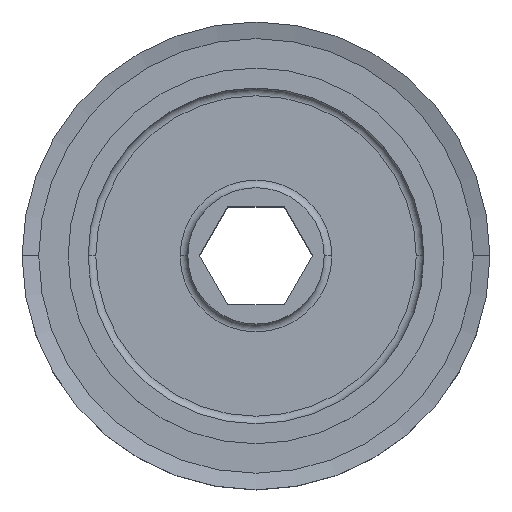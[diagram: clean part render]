
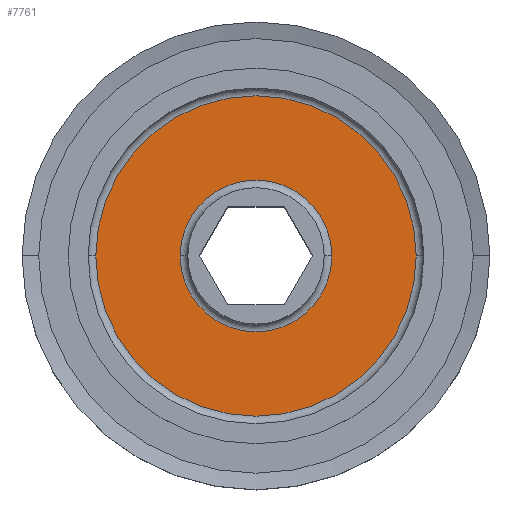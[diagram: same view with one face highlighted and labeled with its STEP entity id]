
A CAD part, top view. The second image highlights one B-rep face of the part: STEP entity #7761.
In plain terms, the highlighted planar face has unit normal (0, 0, 1).
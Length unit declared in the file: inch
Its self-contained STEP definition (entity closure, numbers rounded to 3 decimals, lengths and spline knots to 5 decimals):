
#143 = FACE_BOUND ( 'NONE', #2126, .T. ) ;
#171 = CIRCLE ( 'NONE', #5156, 0.82244 ) ;
#257 = AXIS2_PLACEMENT_3D ( 'NONE', #6695, #1893, #10005 ) ;
#649 = ORIENTED_EDGE ( 'NONE', *, *, #2979, .T. ) ;
#1078 = EDGE_CURVE ( 'NONE', #14985, #11596, #9742, .T. ) ;
#1181 = DIRECTION ( 'NONE',  ( 1., 0., 0. ) ) ;
#1244 = AXIS2_PLACEMENT_3D ( 'NONE', #15359, #3494, #5869 ) ;
#1359 = DIRECTION ( 'NONE',  ( 1., 0., 0. ) ) ;
#1767 = EDGE_CURVE ( 'NONE', #7502, #1908, #171, .T. ) ;
#1893 = DIRECTION ( 'NONE',  ( 0., 0., -1. ) ) ;
#1908 = VERTEX_POINT ( 'NONE', #12436 ) ;
#2126 = EDGE_LOOP ( 'NONE', ( #3983, #10829 ) ) ;
#2443 = DIRECTION ( 'NONE',  ( 0., 0., 1. ) ) ;
#2979 = EDGE_CURVE ( 'NONE', #1908, #7502, #12805, .T. ) ;
#3494 = DIRECTION ( 'NONE',  ( 0., 0., -1. ) ) ;
#3983 = ORIENTED_EDGE ( 'NONE', *, *, #9419, .T. ) ;
#4863 = ORIENTED_EDGE ( 'NONE', *, *, #1767, .T. ) ;
#5156 = AXIS2_PLACEMENT_3D ( 'NONE', #13371, #6097, #5987 ) ;
#5869 = DIRECTION ( 'NONE',  ( 1., 0., 0. ) ) ;
#5987 = DIRECTION ( 'NONE',  ( 1., 0., 0. ) ) ;
#6097 = DIRECTION ( 'NONE',  ( 0., 0., 1. ) ) ;
#6155 = CARTESIAN_POINT ( 'NONE',  ( 0., 0., 0.0625 ) ) ;
#6695 = CARTESIAN_POINT ( 'NONE',  ( 0., 0., 0.0625 ) ) ;
#7277 = CARTESIAN_POINT ( 'NONE',  ( 0., 0., 0.0625 ) ) ;
#7502 = VERTEX_POINT ( 'NONE', #12945 ) ;
#7761 = ADVANCED_FACE ( 'NONE', ( #143, #12736 ), #8537, .T. ) ;
#8537 = PLANE ( 'NONE',  #8596 ) ;
#8596 = AXIS2_PLACEMENT_3D ( 'NONE', #7277, #2443, #1181 ) ;
#8937 = AXIS2_PLACEMENT_3D ( 'NONE', #6155, #13331, #1359 ) ;
#9007 = CARTESIAN_POINT ( 'NONE',  ( 0.38937, 0., 0.0625 ) ) ;
#9419 = EDGE_CURVE ( 'NONE', #11596, #14985, #15124, .T. ) ;
#9742 = CIRCLE ( 'NONE', #1244, 0.38937 ) ;
#10005 = DIRECTION ( 'NONE',  ( 1., 0., 0. ) ) ;
#10829 = ORIENTED_EDGE ( 'NONE', *, *, #1078, .T. ) ;
#11197 = CARTESIAN_POINT ( 'NONE',  ( -0.38937, 0., 0.0625 ) ) ;
#11242 = EDGE_LOOP ( 'NONE', ( #4863, #649 ) ) ;
#11596 = VERTEX_POINT ( 'NONE', #9007 ) ;
#12436 = CARTESIAN_POINT ( 'NONE',  ( -0.82244, 0., 0.0625 ) ) ;
#12736 = FACE_OUTER_BOUND ( 'NONE', #11242, .T. ) ;
#12805 = CIRCLE ( 'NONE', #8937, 0.82244 ) ;
#12945 = CARTESIAN_POINT ( 'NONE',  ( 0.82244, 0., 0.0625 ) ) ;
#13331 = DIRECTION ( 'NONE',  ( 0., 0., 1. ) ) ;
#13371 = CARTESIAN_POINT ( 'NONE',  ( 0., 0., 0.0625 ) ) ;
#14985 = VERTEX_POINT ( 'NONE', #11197 ) ;
#15124 = CIRCLE ( 'NONE', #257, 0.38937 ) ;
#15359 = CARTESIAN_POINT ( 'NONE',  ( 0., 0., 0.0625 ) ) ;
